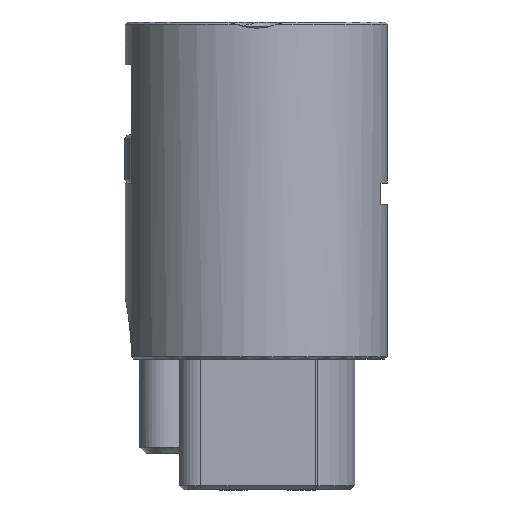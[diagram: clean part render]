
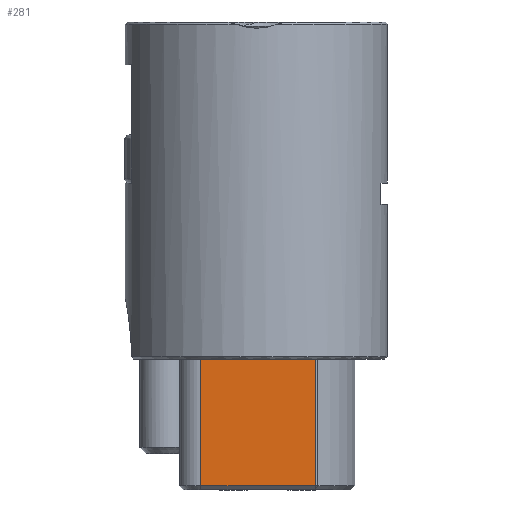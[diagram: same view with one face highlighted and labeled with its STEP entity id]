
A CAD part, front view. The second image highlights one B-rep face of the part: STEP entity #281.
In plain terms, the highlighted planar face has unit normal (0, -1, 0).
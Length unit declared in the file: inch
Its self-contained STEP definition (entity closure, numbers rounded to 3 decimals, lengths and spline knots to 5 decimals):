
#51 = LINE ( 'NONE', #3247, #58 ) ;
#53 = LINE ( 'NONE', #3270, #56 ) ;
#56 = VECTOR ( 'NONE', #3271, 39.37008 ) ;
#58 = VECTOR ( 'NONE', #3272, 39.37008 ) ;
#107 = LINE ( 'NONE', #3436, #142 ) ;
#114 = LINE ( 'NONE', #3396, #117 ) ;
#117 = VECTOR ( 'NONE', #3397, 39.37008 ) ;
#142 = VECTOR ( 'NONE', #3437, 39.37008 ) ;
#281 = ADVANCED_FACE ( 'NONE', ( #805 ), #951, .T. ) ;
#576 = VERTEX_POINT ( 'NONE', #2221 ) ;
#805 = FACE_OUTER_BOUND ( 'NONE', #2821, .T. ) ;
#946 = DIRECTION ( 'NONE',  ( 0., 0., -1. ) ) ;
#948 = DIRECTION ( 'NONE',  ( 0., -1., 0. ) ) ;
#951 = PLANE ( 'NONE',  #2082 ) ;
#958 = CARTESIAN_POINT ( 'NONE',  ( 0.00409, -0.182, 0.41 ) ) ;
#1962 = EDGE_CURVE ( 'NONE', #3165, #576, #53, .T. ) ;
#1963 = EDGE_CURVE ( 'NONE', #576, #3083, #51, .T. ) ;
#2011 = EDGE_CURVE ( 'NONE', #3165, #2456, #114, .T. ) ;
#2031 = EDGE_CURVE ( 'NONE', #3083, #2456, #107, .T. ) ;
#2082 = AXIS2_PLACEMENT_3D ( 'NONE', #958, #948, #946 ) ;
#2221 = CARTESIAN_POINT ( 'NONE',  ( 0.13717, -0.182, -0.295 ) ) ;
#2456 = VERTEX_POINT ( 'NONE', #3558 ) ;
#2821 = EDGE_LOOP ( 'NONE', ( #3056, #3111, #3140, #3149 ) ) ;
#3056 = ORIENTED_EDGE ( 'NONE', *, *, #2031, .T. ) ;
#3083 = VERTEX_POINT ( 'NONE', #3611 ) ;
#3111 = ORIENTED_EDGE ( 'NONE', *, *, #2011, .F. ) ;
#3140 = ORIENTED_EDGE ( 'NONE', *, *, #1962, .T. ) ;
#3149 = ORIENTED_EDGE ( 'NONE', *, *, #1963, .T. ) ;
#3165 = VERTEX_POINT ( 'NONE', #3622 ) ;
#3247 = CARTESIAN_POINT ( 'NONE',  ( 0.13717, -0.182, 0.41 ) ) ;
#3270 = CARTESIAN_POINT ( 'NONE',  ( 0.00409, -0.182, -0.295 ) ) ;
#3271 = DIRECTION ( 'NONE',  ( 1., 0., 0. ) ) ;
#3272 = DIRECTION ( 'NONE',  ( 0., 0., 1. ) ) ;
#3396 = CARTESIAN_POINT ( 'NONE',  ( -0.129, -0.182, 0.41 ) ) ;
#3397 = DIRECTION ( 'NONE',  ( 0., 0., 1. ) ) ;
#3436 = CARTESIAN_POINT ( 'NONE',  ( 0., -0.182, 0. ) ) ;
#3437 = DIRECTION ( 'NONE',  ( -1., 0., 0. ) ) ;
#3558 = CARTESIAN_POINT ( 'NONE',  ( -0.129, -0.182, 0. ) ) ;
#3611 = CARTESIAN_POINT ( 'NONE',  ( 0.13717, -0.182, 0. ) ) ;
#3622 = CARTESIAN_POINT ( 'NONE',  ( -0.129, -0.182, -0.295 ) ) ;
